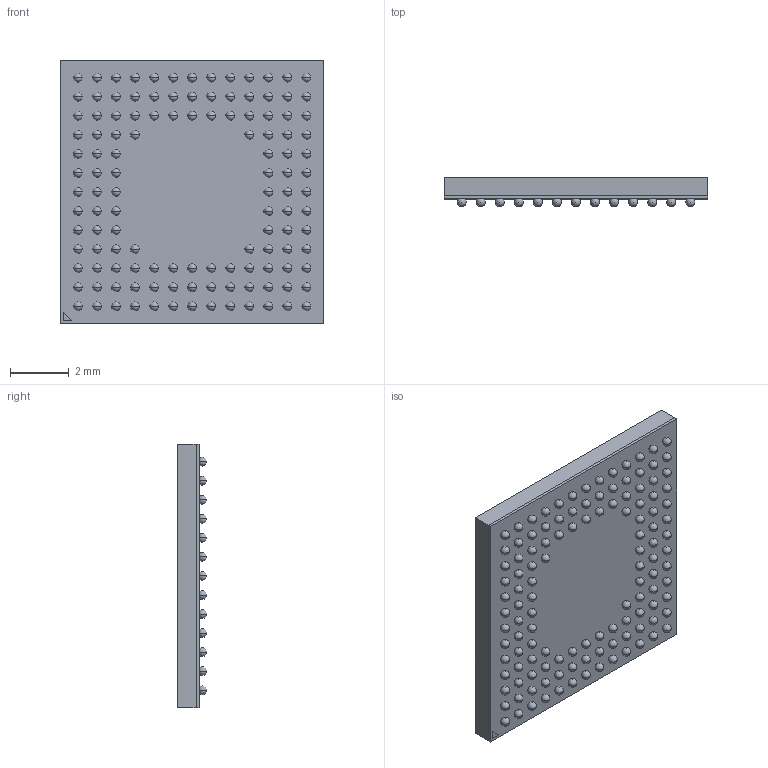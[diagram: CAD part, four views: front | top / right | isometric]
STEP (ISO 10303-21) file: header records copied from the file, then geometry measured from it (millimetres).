
FILE_DESCRIPTION (( 'STEP AP214' ), '1' );
FILE_NAME ('CY8C6347BZI-BLD54.STEP', '2020-04-20T07:35:28', ( '' ), ( '' ), 'SwSTEP 2.0', 'SolidWorks 2017', '' );
FILE_SCHEMA (( 'AUTOMOTIVE_DESIGN' ));
Length unit declared in the file: millimetre
Products named in the file (1): CY8C6347BZI-BLD54
Bounding box: 9 x 1 x 9 mm (x, y, z)
Volume: 61.6 mm3; surface area: 385.5 mm2
Topology: 128 solids, 128 shells, 400 faces, 1170 edges, 780 vertices
Faces by surface type: sphere 248, plane 148, cylinder 4
Entity records: 10067 total; most frequent: DIRECTION 1856, CARTESIAN_POINT 1359, ORIENTED_EDGE 1100, AXIS2_PLACEMENT_3D 905, EDGE_CURVE 550, CIRCLE 504, VERTEX_POINT 408, EDGE_LOOP 402
